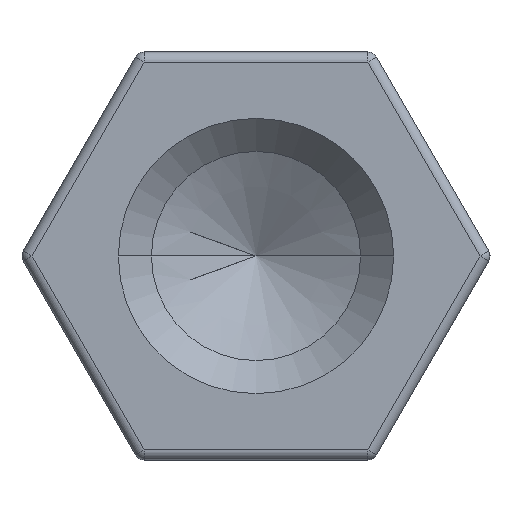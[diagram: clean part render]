
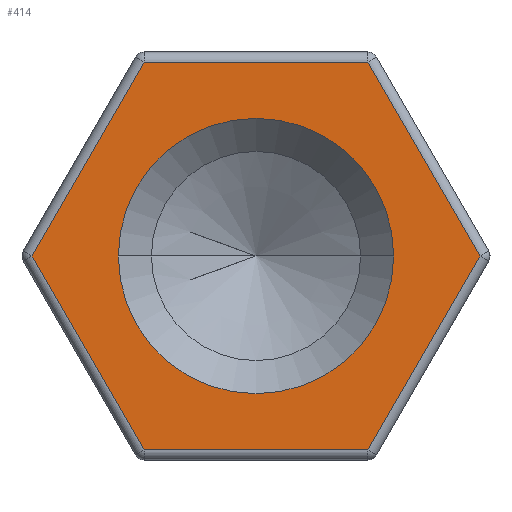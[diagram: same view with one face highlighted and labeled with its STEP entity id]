
A CAD part, left-side view. The second image highlights one B-rep face of the part: STEP entity #414.
In plain terms, the highlighted planar face has unit normal (-1, 0, 0).
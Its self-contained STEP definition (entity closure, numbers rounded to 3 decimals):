
#4 = EDGE_LOOP ( 'NONE', ( #31, #19 ) ) ;
#19 = ORIENTED_EDGE ( 'NONE', *, *, #682, .T. ) ;
#23 = LINE ( 'NONE', #1305, #1007 ) ;
#31 = ORIENTED_EDGE ( 'NONE', *, *, #814, .T. ) ;
#34 = ORIENTED_EDGE ( 'NONE', *, *, #1257, .T. ) ;
#36 = ORIENTED_EDGE ( 'NONE', *, *, #906, .T. ) ;
#38 = ORIENTED_EDGE ( 'NONE', *, *, #796, .T. ) ;
#40 = ORIENTED_EDGE ( 'NONE', *, *, #167, .T. ) ;
#58 = ORIENTED_EDGE ( 'NONE', *, *, #1135, .T. ) ;
#60 = ORIENTED_EDGE ( 'NONE', *, *, #391, .T. ) ;
#149 = VECTOR ( 'NONE', #826, 1000. ) ;
#150 = CARTESIAN_POINT ( 'NONE',  ( 0., 0., 0. ) ) ;
#167 = EDGE_CURVE ( 'NONE', #254, #1382, #578, .T. ) ;
#175 = CARTESIAN_POINT ( 'NONE',  ( 0., -1.097, -1.9 ) ) ;
#244 = VERTEX_POINT ( 'NONE', #1343 ) ;
#254 = VERTEX_POINT ( 'NONE', #733 ) ;
#330 = DIRECTION ( 'NONE',  ( 0., -0.5, -0.866 ) ) ;
#374 = DIRECTION ( 'NONE',  ( 1., 0., 0. ) ) ;
#382 = DIRECTION ( 'NONE',  ( 0., 1., 0. ) ) ;
#384 = DIRECTION ( 'NONE',  ( 0., 1., 0. ) ) ;
#391 = EDGE_CURVE ( 'NONE', #1417, #476, #931, .T. ) ;
#414 = ADVANCED_FACE ( 'NONE', ( #1392, #945 ), #626, .F. ) ;
#476 = VERTEX_POINT ( 'NONE', #1122 ) ;
#534 = CARTESIAN_POINT ( 'NONE',  ( 0., -1.645, -0.95 ) ) ;
#544 = DIRECTION ( 'NONE',  ( 0., 0.5, -0.866 ) ) ;
#557 = VERTEX_POINT ( 'NONE', #175 ) ;
#578 = LINE ( 'NONE', #766, #1087 ) ;
#604 = AXIS2_PLACEMENT_3D ( 'NONE', #625, #1293, #729 ) ;
#625 = CARTESIAN_POINT ( 'NONE',  ( 0., 0., 0. ) ) ;
#626 = PLANE ( 'NONE',  #797 ) ;
#633 = EDGE_LOOP ( 'NONE', ( #60, #58, #40, #38, #36, #34 ) ) ;
#682 = EDGE_CURVE ( 'NONE', #244, #684, #1377, .T. ) ;
#684 = VERTEX_POINT ( 'NONE', #1264 ) ;
#703 = CARTESIAN_POINT ( 'NONE',  ( 0., -1.645, 0.95 ) ) ;
#729 = DIRECTION ( 'NONE',  ( 0., 1., 0. ) ) ;
#733 = CARTESIAN_POINT ( 'NONE',  ( 0., 1.097, 1.9 ) ) ;
#738 = DIRECTION ( 'NONE',  ( 0., -1., 0. ) ) ;
#741 = VERTEX_POINT ( 'NONE', #1410 ) ;
#766 = CARTESIAN_POINT ( 'NONE',  ( 0., 1.645, 0.95 ) ) ;
#775 = LINE ( 'NONE', #999, #1388 ) ;
#789 = DIRECTION ( 'NONE',  ( 0., 1., 0. ) ) ;
#793 = LINE ( 'NONE', #534, #1263 ) ;
#796 = EDGE_CURVE ( 'NONE', #1382, #741, #1167, .T. ) ;
#797 = AXIS2_PLACEMENT_3D ( 'NONE', #815, #941, #384 ) ;
#814 = EDGE_CURVE ( 'NONE', #684, #244, #965, .T. ) ;
#815 = CARTESIAN_POINT ( 'NONE',  ( 0., 0., 0. ) ) ;
#826 = DIRECTION ( 'NONE',  ( 0., 0.5, 0.866 ) ) ;
#849 = AXIS2_PLACEMENT_3D ( 'NONE', #150, #374, #382 ) ;
#906 = EDGE_CURVE ( 'NONE', #741, #557, #23, .T. ) ;
#931 = LINE ( 'NONE', #703, #149 ) ;
#941 = DIRECTION ( 'NONE',  ( 1., 0., 0. ) ) ;
#945 = FACE_BOUND ( 'NONE', #4, .T. ) ;
#965 = CIRCLE ( 'NONE', #604, 1.35 ) ;
#999 = CARTESIAN_POINT ( 'NONE',  ( 0., 0., 1.9 ) ) ;
#1007 = VECTOR ( 'NONE', #738, 1000. ) ;
#1037 = CARTESIAN_POINT ( 'NONE',  ( 0., 1.645, -0.95 ) ) ;
#1087 = VECTOR ( 'NONE', #544, 1000. ) ;
#1115 = CARTESIAN_POINT ( 'NONE',  ( 0., 2.194, 0. ) ) ;
#1122 = CARTESIAN_POINT ( 'NONE',  ( 0., -1.097, 1.9 ) ) ;
#1135 = EDGE_CURVE ( 'NONE', #476, #254, #775, .T. ) ;
#1150 = DIRECTION ( 'NONE',  ( 0., -0.5, 0.866 ) ) ;
#1167 = LINE ( 'NONE', #1037, #1416 ) ;
#1257 = EDGE_CURVE ( 'NONE', #557, #1417, #793, .T. ) ;
#1263 = VECTOR ( 'NONE', #1150, 1000. ) ;
#1264 = CARTESIAN_POINT ( 'NONE',  ( 0., 1.35, 0. ) ) ;
#1286 = CARTESIAN_POINT ( 'NONE',  ( 0., -2.194, 0. ) ) ;
#1293 = DIRECTION ( 'NONE',  ( 1., 0., 0. ) ) ;
#1305 = CARTESIAN_POINT ( 'NONE',  ( 0., 0., -1.9 ) ) ;
#1343 = CARTESIAN_POINT ( 'NONE',  ( 0., -1.35, 0. ) ) ;
#1377 = CIRCLE ( 'NONE', #849, 1.35 ) ;
#1382 = VERTEX_POINT ( 'NONE', #1115 ) ;
#1388 = VECTOR ( 'NONE', #789, 1000. ) ;
#1392 = FACE_OUTER_BOUND ( 'NONE', #633, .T. ) ;
#1410 = CARTESIAN_POINT ( 'NONE',  ( 0., 1.097, -1.9 ) ) ;
#1416 = VECTOR ( 'NONE', #330, 1000. ) ;
#1417 = VERTEX_POINT ( 'NONE', #1286 ) ;
